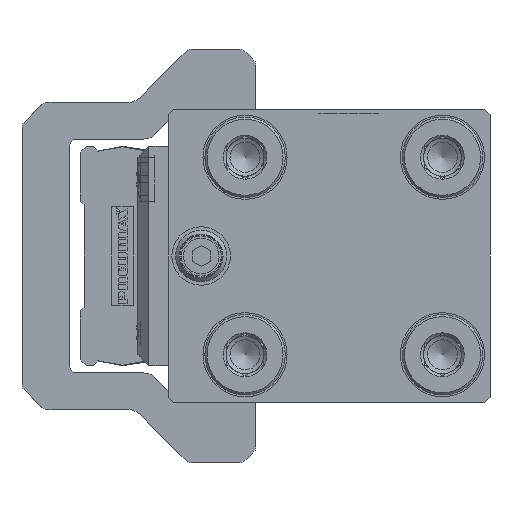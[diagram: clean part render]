
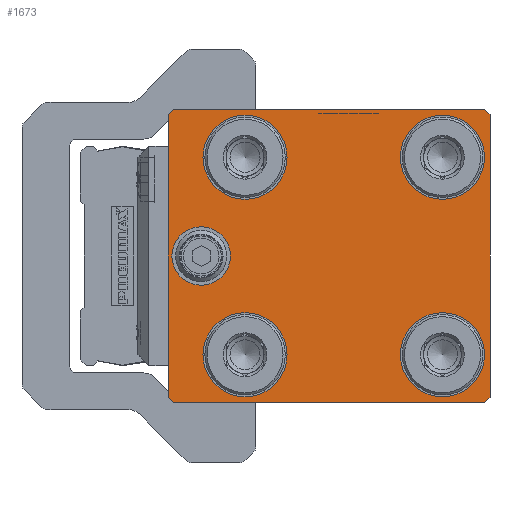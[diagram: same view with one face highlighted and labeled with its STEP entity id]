
A CAD part, left-side view. The second image highlights one B-rep face of the part: STEP entity #1673.
In plain terms, the highlighted face is planar.
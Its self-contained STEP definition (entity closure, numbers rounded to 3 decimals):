
#1673 = ADVANCED_FACE( '', ( #3875, #3876, #3877, #3878, #3879, #3880 ), #3881, .F. );
#3875 = FACE_BOUND( '', #6777, .T. );
#3876 = FACE_BOUND( '', #6778, .T. );
#3877 = FACE_BOUND( '', #6779, .T. );
#3878 = FACE_BOUND( '', #6780, .T. );
#3879 = FACE_BOUND( '', #6781, .T. );
#3880 = FACE_OUTER_BOUND( '', #6782, .T. );
#3881 = PLANE( '', #6783 );
#6777 = EDGE_LOOP( '', ( #11624 ) );
#6778 = EDGE_LOOP( '', ( #11625 ) );
#6779 = EDGE_LOOP( '', ( #11626 ) );
#6780 = EDGE_LOOP( '', ( #11627 ) );
#6781 = EDGE_LOOP( '', ( #11628 ) );
#6782 = EDGE_LOOP( '', ( #11629, #11630, #11631, #11632, #11633, #11634, #11635, #11636 ) );
#6783 = AXIS2_PLACEMENT_3D( '', #11637, #11638, #11639 );
#11624 = ORIENTED_EDGE( '', *, *, #17985, .F. );
#11625 = ORIENTED_EDGE( '', *, *, #17986, .F. );
#11626 = ORIENTED_EDGE( '', *, *, #16460, .F. );
#11627 = ORIENTED_EDGE( '', *, *, #16717, .F. );
#11628 = ORIENTED_EDGE( '', *, *, #17987, .F. );
#11629 = ORIENTED_EDGE( '', *, *, #17988, .F. );
#11630 = ORIENTED_EDGE( '', *, *, #17451, .F. );
#11631 = ORIENTED_EDGE( '', *, *, #17989, .F. );
#11632 = ORIENTED_EDGE( '', *, *, #17990, .F. );
#11633 = ORIENTED_EDGE( '', *, *, #17991, .F. );
#11634 = ORIENTED_EDGE( '', *, *, #17992, .F. );
#11635 = ORIENTED_EDGE( '', *, *, #17993, .F. );
#11636 = ORIENTED_EDGE( '', *, *, #17994, .F. );
#11637 = CARTESIAN_POINT( '', ( 0., 0., -23. ) );
#11638 = DIRECTION( '', ( 0., 0., 1. ) );
#11639 = DIRECTION( '', ( 1., 0., 0. ) );
#16460 = EDGE_CURVE( '', #19541, #19541, #19542, .T. );
#16717 = EDGE_CURVE( '', #20003, #20003, #20004, .T. );
#17451 = EDGE_CURVE( '', #21233, #21235, #21236, .T. );
#17985 = EDGE_CURVE( '', #22040, #22040, #22041, .T. );
#17986 = EDGE_CURVE( '', #22042, #22042, #22043, .T. );
#17987 = EDGE_CURVE( '', #22044, #22044, #22045, .T. );
#17988 = EDGE_CURVE( '', #21235, #22046, #22047, .T. );
#17989 = EDGE_CURVE( '', #22048, #21233, #22049, .T. );
#17990 = EDGE_CURVE( '', #22050, #22048, #22051, .T. );
#17991 = EDGE_CURVE( '', #22052, #22050, #22053, .T. );
#17992 = EDGE_CURVE( '', #22054, #22052, #22055, .T. );
#17993 = EDGE_CURVE( '', #22056, #22054, #22057, .T. );
#17994 = EDGE_CURVE( '', #22046, #22056, #22058, .T. );
#19541 = VERTEX_POINT( '', #24062 );
#19542 = CIRCLE( '', #24063, 5.75 );
#20003 = VERTEX_POINT( '', #24750 );
#20004 = CIRCLE( '', #24751, 5.75 );
#21233 = VERTEX_POINT( '', #26552 );
#21235 = VERTEX_POINT( '', #26555 );
#21236 = LINE( '', #26556, #26557 );
#22040 = VERTEX_POINT( '', #27741 );
#22041 = CIRCLE( '', #27742, 4. );
#22042 = VERTEX_POINT( '', #27743 );
#22043 = CIRCLE( '', #27744, 5.75 );
#22044 = VERTEX_POINT( '', #27745 );
#22045 = CIRCLE( '', #27746, 5.75 );
#22046 = VERTEX_POINT( '', #27747 );
#22047 = LINE( '', #27748, #27749 );
#22048 = VERTEX_POINT( '', #27750 );
#22049 = LINE( '', #27751, #27752 );
#22050 = VERTEX_POINT( '', #27753 );
#22051 = LINE( '', #27754, #27755 );
#22052 = VERTEX_POINT( '', #27756 );
#22053 = LINE( '', #27757, #27758 );
#22054 = VERTEX_POINT( '', #27759 );
#22055 = LINE( '', #27760, #27761 );
#22056 = VERTEX_POINT( '', #27762 );
#22057 = LINE( '', #27763, #27764 );
#22058 = LINE( '', #27765, #27766 );
#24062 = CARTESIAN_POINT( '', ( -13.5, 17.25, -23. ) );
#24063 = AXIS2_PLACEMENT_3D( '', #30350, #30351, #30352 );
#24750 = CARTESIAN_POINT( '', ( 7.75, -15.5, -23. ) );
#24751 = AXIS2_PLACEMENT_3D( '', #30641, #30642, #30643 );
#26552 = CARTESIAN_POINT( '', ( 19.293, 22., -23. ) );
#26555 = CARTESIAN_POINT( '', ( -19.293, 22., -23. ) );
#26556 = CARTESIAN_POINT( '', ( 19.293, 22., -23. ) );
#26557 = VECTOR( '', #31457, 1000. );
#27741 = CARTESIAN_POINT( '', ( -4., 17.5, -23. ) );
#27742 = AXIS2_PLACEMENT_3D( '', #31975, #31976, #31977 );
#27743 = CARTESIAN_POINT( '', ( -19.25, -15.5, -23. ) );
#27744 = AXIS2_PLACEMENT_3D( '', #31978, #31979, #31980 );
#27745 = CARTESIAN_POINT( '', ( 13.5, 17.25, -23. ) );
#27746 = AXIS2_PLACEMENT_3D( '', #31981, #31982, #31983 );
#27747 = CARTESIAN_POINT( '', ( -20., 21.293, -23. ) );
#27748 = CARTESIAN_POINT( '', ( -19.293, 22., -23. ) );
#27749 = VECTOR( '', #31984, 1000. );
#27750 = CARTESIAN_POINT( '', ( 20., 21.293, -23. ) );
#27751 = CARTESIAN_POINT( '', ( 20., 21.293, -23. ) );
#27752 = VECTOR( '', #31985, 1000. );
#27753 = CARTESIAN_POINT( '', ( 20., -21.293, -23. ) );
#27754 = CARTESIAN_POINT( '', ( 20., -21.293, -23. ) );
#27755 = VECTOR( '', #31986, 1000. );
#27756 = CARTESIAN_POINT( '', ( 19.293, -22., -23. ) );
#27757 = CARTESIAN_POINT( '', ( 19.293, -22., -23. ) );
#27758 = VECTOR( '', #31987, 1000. );
#27759 = CARTESIAN_POINT( '', ( -19.293, -22., -23. ) );
#27760 = CARTESIAN_POINT( '', ( -19.293, -22., -23. ) );
#27761 = VECTOR( '', #31988, 1000. );
#27762 = CARTESIAN_POINT( '', ( -20., -21.293, -23. ) );
#27763 = CARTESIAN_POINT( '', ( -20., -21.293, -23. ) );
#27764 = VECTOR( '', #31989, 1000. );
#27765 = CARTESIAN_POINT( '', ( -20., 21.293, -23. ) );
#27766 = VECTOR( '', #31990, 1000. );
#30350 = CARTESIAN_POINT( '', ( -13.5, 11.5, -23. ) );
#30351 = DIRECTION( '', ( 0., 0., -1. ) );
#30352 = DIRECTION( '', ( 0., 1., 0. ) );
#30641 = CARTESIAN_POINT( '', ( 13.5, -15.5, -23. ) );
#30642 = DIRECTION( '', ( 0., 0., -1. ) );
#30643 = DIRECTION( '', ( -1., 0., 0. ) );
#31457 = DIRECTION( '', ( -1., 0., 0. ) );
#31975 = CARTESIAN_POINT( '', ( 0., 17.5, -23. ) );
#31976 = DIRECTION( '', ( 0., 0., -1. ) );
#31977 = DIRECTION( '', ( -1., 0., 0. ) );
#31978 = CARTESIAN_POINT( '', ( -13.5, -15.5, -23. ) );
#31979 = DIRECTION( '', ( 0., 0., -1. ) );
#31980 = DIRECTION( '', ( -1., 0., 0. ) );
#31981 = CARTESIAN_POINT( '', ( 13.5, 11.5, -23. ) );
#31982 = DIRECTION( '', ( 0., 0., -1. ) );
#31983 = DIRECTION( '', ( 0., 1., 0. ) );
#31984 = DIRECTION( '', ( -0.707, -0.707, 0. ) );
#31985 = DIRECTION( '', ( -0.707, 0.707, 0. ) );
#31986 = DIRECTION( '', ( 0., 1., 0. ) );
#31987 = DIRECTION( '', ( 0.707, 0.707, 0. ) );
#31988 = DIRECTION( '', ( 1., 0., 0. ) );
#31989 = DIRECTION( '', ( 0.707, -0.707, 0. ) );
#31990 = DIRECTION( '', ( 0., -1., 0. ) );
